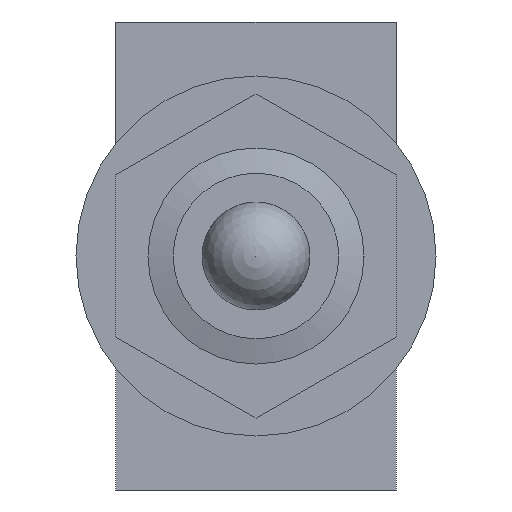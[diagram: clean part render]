
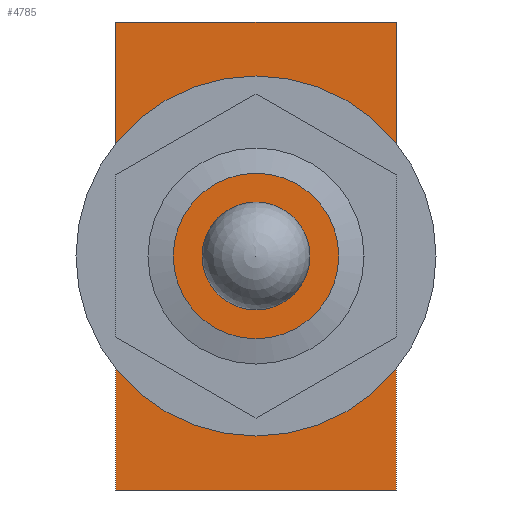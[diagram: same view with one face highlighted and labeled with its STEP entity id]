
A CAD part, front view. The second image highlights one B-rep face of the part: STEP entity #4785.
In plain terms, the highlighted planar face has unit normal (0, -1, 0).
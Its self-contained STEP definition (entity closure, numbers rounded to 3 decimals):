
#4025 = PLANE('',#4026);
#4026 = AXIS2_PLACEMENT_3D('',#4027,#4028,#4029);
#4027 = CARTESIAN_POINT('',(-3.9,0.,-6.5));
#4028 = DIRECTION('',(-1.,0.,0.));
#4029 = DIRECTION('',(0.,1.,0.));
#4271 = VERTEX_POINT('',#4272);
#4272 = CARTESIAN_POINT('',(-3.9,0.,-6.5));
#4288 = PLANE('',#4289);
#4289 = AXIS2_PLACEMENT_3D('',#4290,#4291,#4292);
#4290 = CARTESIAN_POINT('',(0.,2.156,-6.5));
#4291 = DIRECTION('',(-0.,-0.,-1.));
#4292 = DIRECTION('',(-1.,0.,0.));
#4300 = EDGE_CURVE('',#4271,#4301,#4303,.T.);
#4301 = VERTEX_POINT('',#4302);
#4302 = CARTESIAN_POINT('',(-3.9,0.,6.5));
#4303 = SURFACE_CURVE('',#4304,(#4308,#4315),.PCURVE_S1.);
#4304 = LINE('',#4305,#4306);
#4305 = CARTESIAN_POINT('',(-3.9,0.,-6.5));
#4306 = VECTOR('',#4307,1.);
#4307 = DIRECTION('',(0.,0.,1.));
#4308 = PCURVE('',#4025,#4309);
#4309 = DEFINITIONAL_REPRESENTATION('',(#4310),#4314);
#4310 = LINE('',#4311,#4312);
#4311 = CARTESIAN_POINT('',(0.,0.));
#4312 = VECTOR('',#4313,1.);
#4313 = DIRECTION('',(0.,-1.));
#4314 = ( GEOMETRIC_REPRESENTATION_CONTEXT(2) 
PARAMETRIC_REPRESENTATION_CONTEXT() REPRESENTATION_CONTEXT('2D SPACE',''
  ) );
#4315 = PCURVE('',#4316,#4321);
#4316 = PLANE('',#4317);
#4317 = AXIS2_PLACEMENT_3D('',#4318,#4319,#4320);
#4318 = CARTESIAN_POINT('',(3.9,0.,-6.5));
#4319 = DIRECTION('',(0.,-1.,0.));
#4320 = DIRECTION('',(-1.,0.,0.));
#4321 = DEFINITIONAL_REPRESENTATION('',(#4322),#4326);
#4322 = LINE('',#4323,#4324);
#4323 = CARTESIAN_POINT('',(7.8,0.));
#4324 = VECTOR('',#4325,1.);
#4325 = DIRECTION('',(0.,-1.));
#4326 = ( GEOMETRIC_REPRESENTATION_CONTEXT(2) 
PARAMETRIC_REPRESENTATION_CONTEXT() REPRESENTATION_CONTEXT('2D SPACE',''
  ) );
#4344 = PLANE('',#4345);
#4345 = AXIS2_PLACEMENT_3D('',#4346,#4347,#4348);
#4346 = CARTESIAN_POINT('',(0.,2.156,6.5));
#4347 = DIRECTION('',(-0.,-0.,-1.));
#4348 = DIRECTION('',(-1.,0.,0.));
#4638 = VERTEX_POINT('',#4639);
#4639 = CARTESIAN_POINT('',(3.9,0.,-6.5));
#4653 = PLANE('',#4654);
#4654 = AXIS2_PLACEMENT_3D('',#4655,#4656,#4657);
#4655 = CARTESIAN_POINT('',(3.9,6.,-6.5));
#4656 = DIRECTION('',(1.,0.,0.));
#4657 = DIRECTION('',(0.,-1.,0.));
#4665 = EDGE_CURVE('',#4638,#4271,#4666,.T.);
#4666 = SURFACE_CURVE('',#4667,(#4671,#4678),.PCURVE_S1.);
#4667 = LINE('',#4668,#4669);
#4668 = CARTESIAN_POINT('',(3.9,0.,-6.5));
#4669 = VECTOR('',#4670,1.);
#4670 = DIRECTION('',(-1.,0.,0.));
#4671 = PCURVE('',#4288,#4672);
#4672 = DEFINITIONAL_REPRESENTATION('',(#4673),#4677);
#4673 = LINE('',#4674,#4675);
#4674 = CARTESIAN_POINT('',(-3.9,-2.156));
#4675 = VECTOR('',#4676,1.);
#4676 = DIRECTION('',(1.,0.));
#4677 = ( GEOMETRIC_REPRESENTATION_CONTEXT(2) 
PARAMETRIC_REPRESENTATION_CONTEXT() REPRESENTATION_CONTEXT('2D SPACE',''
  ) );
#4678 = PCURVE('',#4316,#4679);
#4679 = DEFINITIONAL_REPRESENTATION('',(#4680),#4684);
#4680 = LINE('',#4681,#4682);
#4681 = CARTESIAN_POINT('',(0.,-0.));
#4682 = VECTOR('',#4683,1.);
#4683 = DIRECTION('',(1.,0.));
#4684 = ( GEOMETRIC_REPRESENTATION_CONTEXT(2) 
PARAMETRIC_REPRESENTATION_CONTEXT() REPRESENTATION_CONTEXT('2D SPACE',''
  ) );
#4743 = VERTEX_POINT('',#4744);
#4744 = CARTESIAN_POINT('',(3.9,0.,6.5));
#4765 = EDGE_CURVE('',#4743,#4301,#4766,.T.);
#4766 = SURFACE_CURVE('',#4767,(#4771,#4778),.PCURVE_S1.);
#4767 = LINE('',#4768,#4769);
#4768 = CARTESIAN_POINT('',(3.9,0.,6.5));
#4769 = VECTOR('',#4770,1.);
#4770 = DIRECTION('',(-1.,0.,0.));
#4771 = PCURVE('',#4344,#4772);
#4772 = DEFINITIONAL_REPRESENTATION('',(#4773),#4777);
#4773 = LINE('',#4774,#4775);
#4774 = CARTESIAN_POINT('',(-3.9,-2.156));
#4775 = VECTOR('',#4776,1.);
#4776 = DIRECTION('',(1.,0.));
#4777 = ( GEOMETRIC_REPRESENTATION_CONTEXT(2) 
PARAMETRIC_REPRESENTATION_CONTEXT() REPRESENTATION_CONTEXT('2D SPACE',''
  ) );
#4778 = PCURVE('',#4316,#4779);
#4779 = DEFINITIONAL_REPRESENTATION('',(#4780),#4784);
#4780 = LINE('',#4781,#4782);
#4781 = CARTESIAN_POINT('',(0.,-13.));
#4782 = VECTOR('',#4783,1.);
#4783 = DIRECTION('',(1.,0.));
#4784 = ( GEOMETRIC_REPRESENTATION_CONTEXT(2) 
PARAMETRIC_REPRESENTATION_CONTEXT() REPRESENTATION_CONTEXT('2D SPACE',''
  ) );
#4785 = ADVANCED_FACE('',(#4786),#4316,.T.);
#4786 = FACE_BOUND('',#4787,.T.);
#4787 = EDGE_LOOP('',(#4788,#4809,#4810,#4811));
#4788 = ORIENTED_EDGE('',*,*,#4789,.T.);
#4789 = EDGE_CURVE('',#4638,#4743,#4790,.T.);
#4790 = SURFACE_CURVE('',#4791,(#4795,#4802),.PCURVE_S1.);
#4791 = LINE('',#4792,#4793);
#4792 = CARTESIAN_POINT('',(3.9,0.,-6.5));
#4793 = VECTOR('',#4794,1.);
#4794 = DIRECTION('',(0.,0.,1.));
#4795 = PCURVE('',#4316,#4796);
#4796 = DEFINITIONAL_REPRESENTATION('',(#4797),#4801);
#4797 = LINE('',#4798,#4799);
#4798 = CARTESIAN_POINT('',(0.,-0.));
#4799 = VECTOR('',#4800,1.);
#4800 = DIRECTION('',(0.,-1.));
#4801 = ( GEOMETRIC_REPRESENTATION_CONTEXT(2) 
PARAMETRIC_REPRESENTATION_CONTEXT() REPRESENTATION_CONTEXT('2D SPACE',''
  ) );
#4802 = PCURVE('',#4653,#4803);
#4803 = DEFINITIONAL_REPRESENTATION('',(#4804),#4808);
#4804 = LINE('',#4805,#4806);
#4805 = CARTESIAN_POINT('',(6.,0.));
#4806 = VECTOR('',#4807,1.);
#4807 = DIRECTION('',(0.,-1.));
#4808 = ( GEOMETRIC_REPRESENTATION_CONTEXT(2) 
PARAMETRIC_REPRESENTATION_CONTEXT() REPRESENTATION_CONTEXT('2D SPACE',''
  ) );
#4809 = ORIENTED_EDGE('',*,*,#4765,.T.);
#4810 = ORIENTED_EDGE('',*,*,#4300,.F.);
#4811 = ORIENTED_EDGE('',*,*,#4665,.F.);
